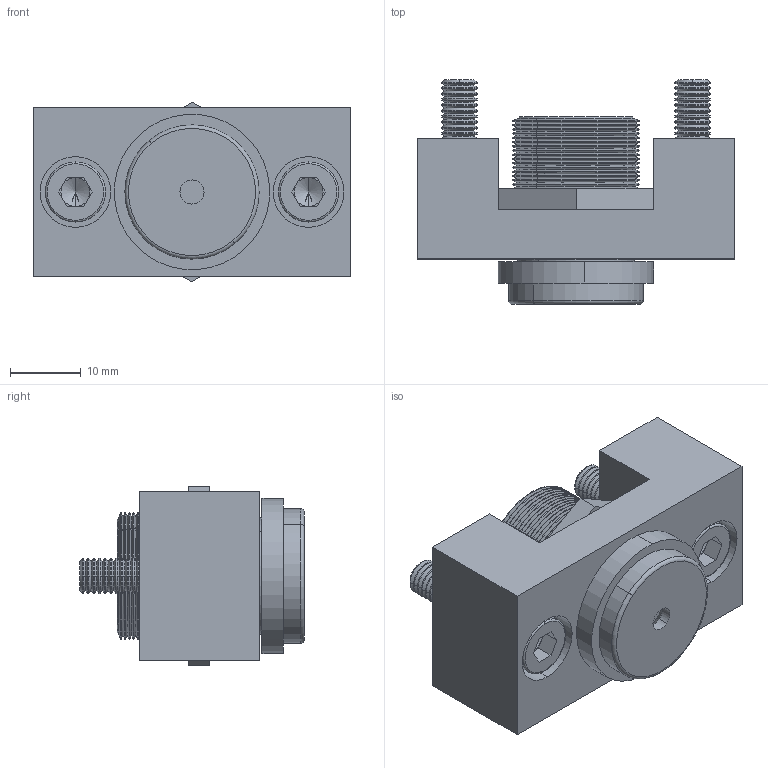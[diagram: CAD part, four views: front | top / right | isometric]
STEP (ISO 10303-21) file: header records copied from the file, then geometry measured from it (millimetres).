
FILE_DESCRIPTION (( 'STEP AP203' ), '1' );
FILE_NAME ('800.040.069.STEP', '2015-02-12T14:42:08', ( '' ), ( '' ), 'SwSTEP 2.0', 'SolidWorks 2012', '' );
FILE_SCHEMA (( 'CONFIG_CONTROL_DESIGN' ));
Length unit declared in the file: millimetre
Products named in the file (7): 800.040.069; 084.523.001; GHIERA PER 084.523.001; GHIERA2 PER 084.523.001; socket head cap screw_iso_ISO 4762 M5 x 20 --- 20S; 650.036.001-1
Assembly tree (7 placements, depth 3):
  800.040.069
    650.036.001-1
    socket head cap screw_iso_ISO 4762 M5 x 20 --- 20S  x2
    084.523.001
      084.523.001
      GHIERA2 PER 084.523.001
      GHIERA PER 084.523.001
Bounding box: 45 x 31.78 x 25.4 mm (x, y, z)
Volume: 18326.1 mm3; surface area: 12400.5 mm2
Topology: 7 solids, 7 shells, 575 faces, 1349 edges, 792 vertices
Faces by surface type: cone 318, cylinder 187, plane 60, torus 10
Entity records: 12304 total; most frequent: DIRECTION 2291, CARTESIAN_POINT 1903, ORIENTED_EDGE 1874, EDGE_CURVE 937, AXIS2_PLACEMENT_3D 927, VERTEX_POINT 539, CIRCLE 500, LINE 437
